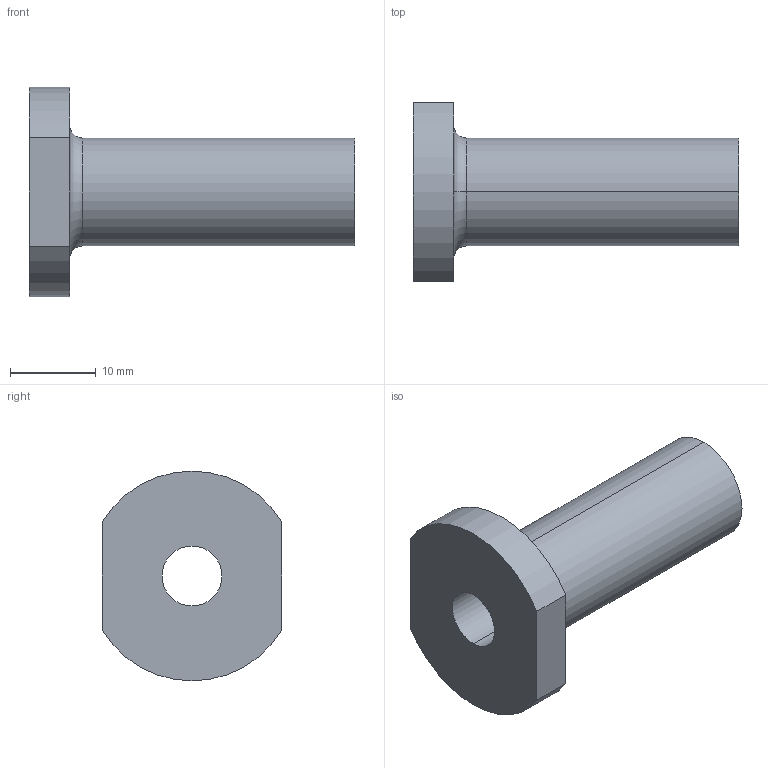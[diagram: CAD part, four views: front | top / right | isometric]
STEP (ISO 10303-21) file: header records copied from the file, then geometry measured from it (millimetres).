
FILE_DESCRIPTION (( 'STEP AP203' ), '1' );
FILE_NAME ('TiAxle_30_v1.STEP', '2024-11-22T22:27:52', ( '' ), ( '' ), 'SwSTEP 2.0', 'SolidWorks 2024', '' );
FILE_SCHEMA (( 'CONFIG_CONTROL_DESIGN' ));
Length unit declared in the file: inch
Products named in the file (1): TiAxle_30_v1
Bounding box: 38.1 x 20.95 x 24.5 mm (x, y, z)
Volume: 4810.6 mm3; surface area: 3298.3 mm2
Topology: 1 solids, 1 shells, 14 faces, 31 edges, 20 vertices
Faces by surface type: cylinder 7, plane 5, torus 2
Entity records: 480 total; most frequent: DIRECTION 79, CARTESIAN_POINT 66, ORIENTED_EDGE 62, AXIS2_PLACEMENT_3D 33, EDGE_CURVE 31, VERTEX_POINT 20, CIRCLE 18, EDGE_LOOP 17
